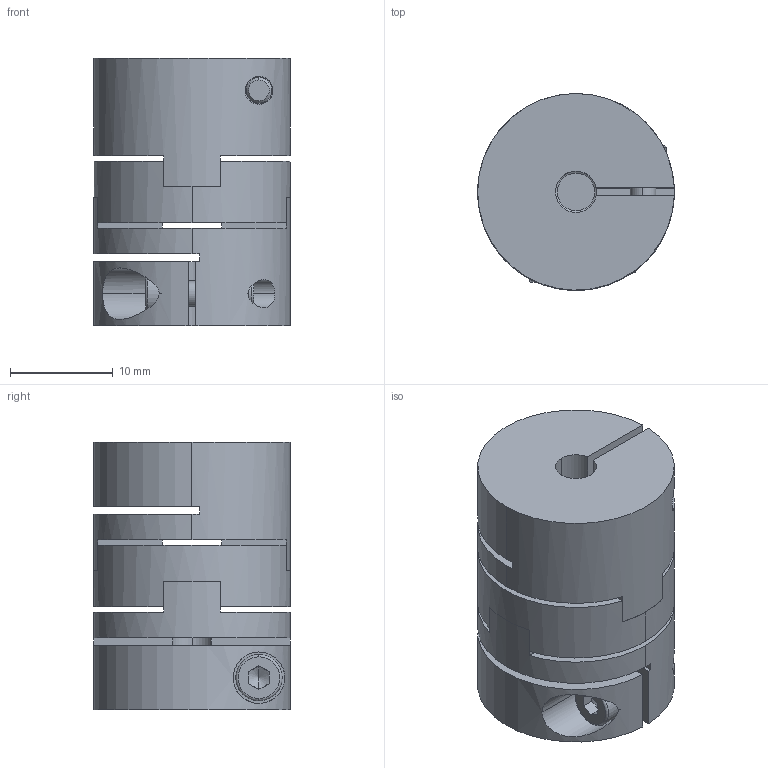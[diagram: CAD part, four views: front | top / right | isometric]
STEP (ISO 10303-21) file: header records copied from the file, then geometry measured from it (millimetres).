
FILE_DESCRIPTION(('STEP AP214'),'1');
FILE_NAME('me44-ox19g-4--ox19g-4--19d.stp','2018-03-29T12:06:52',('TraceParts'),('TraceParts S.A.'),'Spatial InterOp 3D',' ',' ');
FILE_SCHEMA(('automotive_design'));
Length unit declared in the file: millimetre
Products named in the file (3): me44-ox19g-4--ox19g-4--19d_1; me44-ox19g-4--ox19g-4--19d_2; me44-ox19g-4--ox19g-4--19d_3
Bounding box: 19.1 x 19.1 x 26 mm (x, y, z)
Volume: 6360.3 mm3; surface area: 4977.7 mm2
Topology: 3 solids, 3 shells, 118 faces, 302 edges, 194 vertices
Faces by surface type: plane 60, cylinder 42, cone 12, torus 4
Entity records: 4040 total; most frequent: CARTESIAN_POINT 961, DIRECTION 644, ORIENTED_EDGE 596, EDGE_CURVE 298, AXIS2_PLACEMENT_3D 245, VERTEX_POINT 194, LINE 154, VECTOR 154
